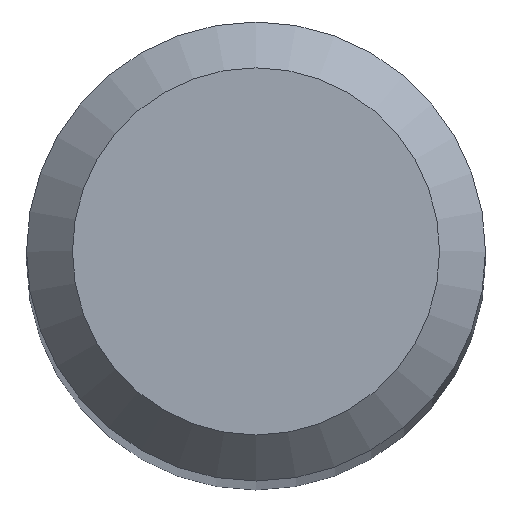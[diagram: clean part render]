
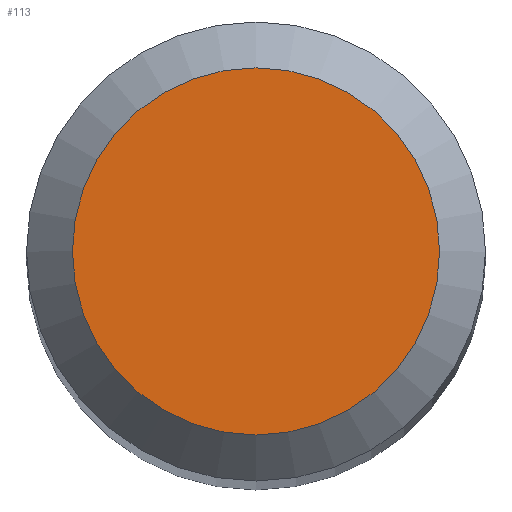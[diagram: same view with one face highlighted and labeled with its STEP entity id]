
A CAD part, top view. The second image highlights one B-rep face of the part: STEP entity #113.
In plain terms, the highlighted planar face has unit normal (0, 0, 1).
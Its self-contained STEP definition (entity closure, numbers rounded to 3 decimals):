
#36 = EDGE_CURVE ( 'NONE', #93, #93, #153, .T. ) ;
#55 = EDGE_LOOP ( 'NONE', ( #98 ) ) ;
#63 = DIRECTION ( 'NONE',  ( 0., 1., 0. ) ) ;
#74 = DIRECTION ( 'NONE',  ( 0., 1., 0. ) ) ;
#80 = AXIS2_PLACEMENT_3D ( 'NONE', #254, #251, #63 ) ;
#93 = VERTEX_POINT ( 'NONE', #261 ) ;
#98 = ORIENTED_EDGE ( 'NONE', *, *, #36, .F. ) ;
#112 = PLANE ( 'NONE',  #80 ) ;
#113 = ADVANCED_FACE ( 'NONE', ( #300 ), #112, .F. ) ;
#153 = CIRCLE ( 'NONE', #169, 1.2 ) ;
#169 = AXIS2_PLACEMENT_3D ( 'NONE', #266, #288, #74 ) ;
#251 = DIRECTION ( 'NONE',  ( 0., 0., -1. ) ) ;
#254 = CARTESIAN_POINT ( 'NONE',  ( 0., 0., 61. ) ) ;
#261 = CARTESIAN_POINT ( 'NONE',  ( 0., 1.2, 61. ) ) ;
#266 = CARTESIAN_POINT ( 'NONE',  ( 0., 0., 61. ) ) ;
#288 = DIRECTION ( 'NONE',  ( 0., 0., -1. ) ) ;
#300 = FACE_OUTER_BOUND ( 'NONE', #55, .T. ) ;
